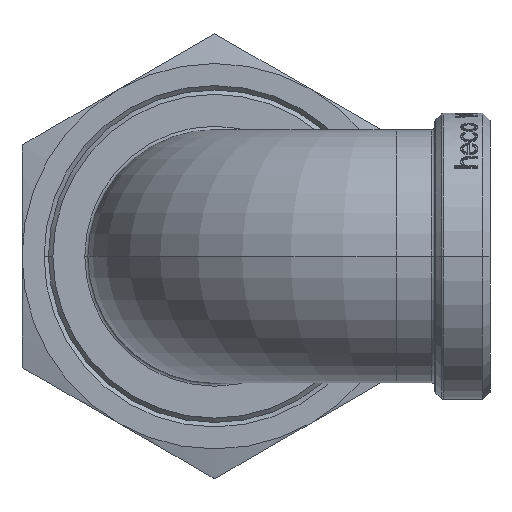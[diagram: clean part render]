
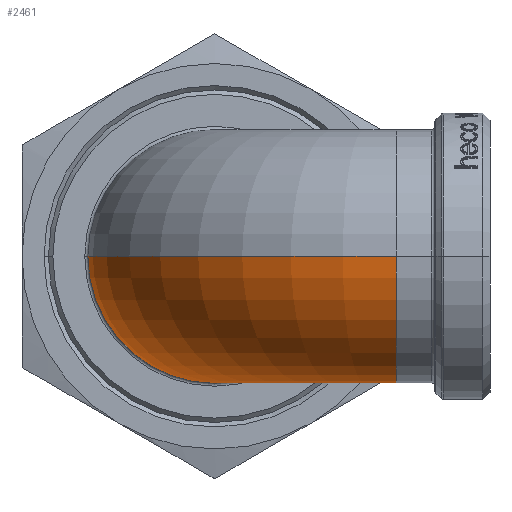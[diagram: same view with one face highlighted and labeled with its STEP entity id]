
A CAD part, left-side view. The second image highlights one B-rep face of the part: STEP entity #2461.
In plain terms, the highlighted toroidal (fillet/blend) face has major radius 16.5 mm and minor radius 11.5 mm.
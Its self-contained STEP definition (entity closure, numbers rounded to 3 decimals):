
#506 = ORIENTED_EDGE ( 'NONE', *, *, #1681, .F. ) ;
#895 = DIRECTION ( 'NONE',  ( 0., 1., 0. ) ) ;
#1532 = AXIS2_PLACEMENT_3D ( 'NONE', #5232, #19959, #8282 ) ;
#1664 = EDGE_CURVE ( 'NONE', #11566, #15990, #6528, .T. ) ;
#1681 = EDGE_CURVE ( 'NONE', #15990, #11909, #17659, .T. ) ;
#2461 = ADVANCED_FACE ( 'NONE', ( #6505 ), #13545, .T. ) ;
#2663 = EDGE_CURVE ( 'NONE', #11909, #19114, #14570, .T. ) ;
#2773 = ORIENTED_EDGE ( 'NONE', *, *, #3458, .F. ) ;
#3458 = EDGE_CURVE ( 'NONE', #21188, #11566, #3723, .T. ) ;
#3723 = CIRCLE ( 'NONE', #4540, 11.5 ) ;
#4369 = DIRECTION ( 'NONE',  ( 0., 0., -1. ) ) ;
#4540 = AXIS2_PLACEMENT_3D ( 'NONE', #10897, #10599, #5554 ) ;
#5232 = CARTESIAN_POINT ( 'NONE',  ( 16.5, 8.5, 0. ) ) ;
#5511 = CARTESIAN_POINT ( 'NONE',  ( -11.5, 8.5, 0. ) ) ;
#5554 = DIRECTION ( 'NONE',  ( -1., 0., 0. ) ) ;
#5775 = AXIS2_PLACEMENT_3D ( 'NONE', #18083, #8165, #16596 ) ;
#6098 = CARTESIAN_POINT ( 'NONE',  ( 16.5, 25., -11.5 ) ) ;
#6505 = FACE_OUTER_BOUND ( 'NONE', #12449, .T. ) ;
#6528 = CIRCLE ( 'NONE', #16220, 5. ) ;
#7015 = EDGE_CURVE ( 'NONE', #21188, #19114, #20404, .T. ) ;
#7313 = CARTESIAN_POINT ( 'NONE',  ( 16.5, 25., 0. ) ) ;
#7804 = CARTESIAN_POINT ( 'NONE',  ( 16.5, 36.5, 0. ) ) ;
#8165 = DIRECTION ( 'NONE',  ( 1., 0., 0. ) ) ;
#8282 = DIRECTION ( 'NONE',  ( -1., 0., 0. ) ) ;
#8420 = AXIS2_PLACEMENT_3D ( 'NONE', #7313, #18976, #10546 ) ;
#10546 = DIRECTION ( 'NONE',  ( 0., 1., 0. ) ) ;
#10552 = ORIENTED_EDGE ( 'NONE', *, *, #2663, .F. ) ;
#10599 = DIRECTION ( 'NONE',  ( 0., -1., 0. ) ) ;
#10897 = CARTESIAN_POINT ( 'NONE',  ( 0., 8.5, 0. ) ) ;
#10935 = CARTESIAN_POINT ( 'NONE',  ( 16.5, 8.5, 0. ) ) ;
#11004 = CARTESIAN_POINT ( 'NONE',  ( 16.5, 13.5, 0. ) ) ;
#11566 = VERTEX_POINT ( 'NONE', #18807 ) ;
#11909 = VERTEX_POINT ( 'NONE', #6098 ) ;
#12449 = EDGE_LOOP ( 'NONE', ( #2773, #21108, #10552, #506, #20963 ) ) ;
#12892 = AXIS2_PLACEMENT_3D ( 'NONE', #10935, #4369, #895 ) ;
#13127 = CARTESIAN_POINT ( 'NONE',  ( 16.5, 8.5, 0. ) ) ;
#13545 = TOROIDAL_SURFACE ( 'NONE', #12892, 16.5, 11.5 ) ;
#14570 = CIRCLE ( 'NONE', #8420, 11.5 ) ;
#14651 = DIRECTION ( 'NONE',  ( 0., 0., -1. ) ) ;
#14936 = DIRECTION ( 'NONE',  ( -1., 0., 0. ) ) ;
#15990 = VERTEX_POINT ( 'NONE', #11004 ) ;
#16220 = AXIS2_PLACEMENT_3D ( 'NONE', #13127, #14651, #14936 ) ;
#16596 = DIRECTION ( 'NONE',  ( 0., 1., 0. ) ) ;
#17659 = CIRCLE ( 'NONE', #5775, 11.5 ) ;
#18083 = CARTESIAN_POINT ( 'NONE',  ( 16.5, 25., 0. ) ) ;
#18807 = CARTESIAN_POINT ( 'NONE',  ( 11.5, 8.5, 0. ) ) ;
#18976 = DIRECTION ( 'NONE',  ( 1., 0., 0. ) ) ;
#19114 = VERTEX_POINT ( 'NONE', #7804 ) ;
#19959 = DIRECTION ( 'NONE',  ( 0., 0., -1. ) ) ;
#20404 = CIRCLE ( 'NONE', #1532, 28. ) ;
#20963 = ORIENTED_EDGE ( 'NONE', *, *, #1664, .F. ) ;
#21108 = ORIENTED_EDGE ( 'NONE', *, *, #7015, .T. ) ;
#21188 = VERTEX_POINT ( 'NONE', #5511 ) ;
